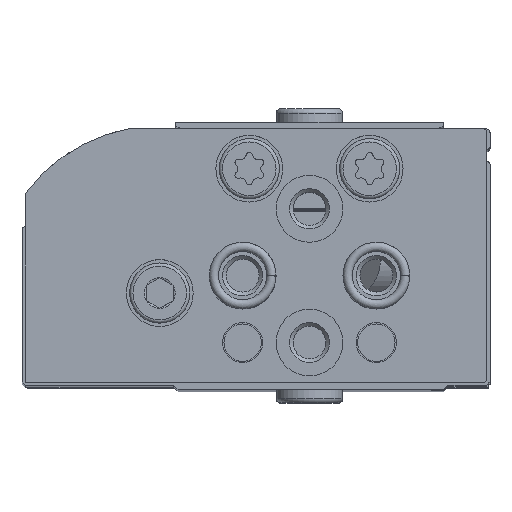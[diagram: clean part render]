
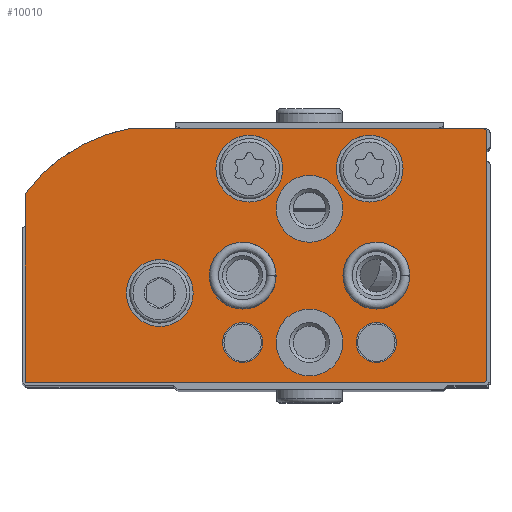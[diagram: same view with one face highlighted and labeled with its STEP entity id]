
A CAD part, top view. The second image highlights one B-rep face of the part: STEP entity #10010.
In plain terms, the highlighted face is planar.
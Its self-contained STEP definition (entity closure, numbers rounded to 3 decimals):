
#1068=LINE('',#17351,#1832);
#1072=LINE('',#17361,#1836);
#1074=LINE('',#17365,#1838);
#1077=LINE('',#17373,#1841);
#1832=VECTOR('',#14001,1000.);
#1836=VECTOR('',#14011,1000.);
#1838=VECTOR('',#14015,1000.);
#1841=VECTOR('',#14024,1000.);
#3924=ORIENTED_EDGE('',*,*,#5706,.T.);
#3925=ORIENTED_EDGE('',*,*,#5707,.T.);
#3926=ORIENTED_EDGE('',*,*,#5708,.T.);
#3927=ORIENTED_EDGE('',*,*,#5709,.T.);
#3928=ORIENTED_EDGE('',*,*,#5710,.T.);
#3929=ORIENTED_EDGE('',*,*,#5711,.T.);
#3930=ORIENTED_EDGE('',*,*,#5712,.T.);
#3931=ORIENTED_EDGE('',*,*,#5713,.T.);
#3932=ORIENTED_EDGE('',*,*,#5714,.T.);
#3933=ORIENTED_EDGE('',*,*,#5691,.F.);
#3934=ORIENTED_EDGE('',*,*,#5705,.F.);
#3935=ORIENTED_EDGE('',*,*,#5702,.F.);
#3936=ORIENTED_EDGE('',*,*,#5700,.F.);
#3937=ORIENTED_EDGE('',*,*,#5698,.F.);
#3938=ORIENTED_EDGE('',*,*,#5696,.F.);
#3939=ORIENTED_EDGE('',*,*,#5694,.F.);
#5691=EDGE_CURVE('',#6779,#6780,#1068,.T.);
#5694=EDGE_CURVE('',#6780,#6781,#7337,.T.);
#5696=EDGE_CURVE('',#6781,#6782,#1072,.T.);
#5698=EDGE_CURVE('',#6782,#6783,#1074,.T.);
#5700=EDGE_CURVE('',#6783,#6784,#7338,.T.);
#5702=EDGE_CURVE('',#6784,#6785,#1077,.T.);
#5705=EDGE_CURVE('',#6785,#6779,#7339,.T.);
#5706=EDGE_CURVE('',#6786,#6786,#7340,.T.);
#5707=EDGE_CURVE('',#6787,#6787,#7341,.T.);
#5708=EDGE_CURVE('',#6788,#6788,#7342,.T.);
#5709=EDGE_CURVE('',#6789,#6789,#7343,.T.);
#5710=EDGE_CURVE('',#6790,#6790,#7344,.T.);
#5711=EDGE_CURVE('',#6791,#6791,#7345,.T.);
#5712=EDGE_CURVE('',#6792,#6792,#7346,.T.);
#5713=EDGE_CURVE('',#6793,#6793,#7347,.T.);
#5714=EDGE_CURVE('',#6794,#6794,#7348,.T.);
#6779=VERTEX_POINT('',#17352);
#6780=VERTEX_POINT('',#17353);
#6781=VERTEX_POINT('',#17358);
#6782=VERTEX_POINT('',#17362);
#6783=VERTEX_POINT('',#17366);
#6784=VERTEX_POINT('',#17370);
#6785=VERTEX_POINT('',#17374);
#6786=VERTEX_POINT('',#17381);
#6787=VERTEX_POINT('',#17383);
#6788=VERTEX_POINT('',#17385);
#6789=VERTEX_POINT('',#17387);
#6790=VERTEX_POINT('',#17389);
#6791=VERTEX_POINT('',#17391);
#6792=VERTEX_POINT('',#17393);
#6793=VERTEX_POINT('',#17395);
#6794=VERTEX_POINT('',#17397);
#7337=CIRCLE('',#11493,0.3);
#7338=CIRCLE('',#11497,12.5);
#7339=CIRCLE('',#11500,0.3);
#7340=CIRCLE('',#11502,2.5);
#7341=CIRCLE('',#11503,1.5);
#7342=CIRCLE('',#11504,2.5);
#7343=CIRCLE('',#11505,1.5);
#7344=CIRCLE('',#11506,2.5);
#7345=CIRCLE('',#11507,2.5);
#7346=CIRCLE('',#11508,2.5);
#7347=CIRCLE('',#11509,2.5);
#7348=CIRCLE('',#11510,2.5);
#8086=EDGE_LOOP('',(#3924));
#8087=EDGE_LOOP('',(#3925));
#8088=EDGE_LOOP('',(#3926));
#8089=EDGE_LOOP('',(#3927));
#8090=EDGE_LOOP('',(#3928));
#8091=EDGE_LOOP('',(#3929));
#8092=EDGE_LOOP('',(#3930));
#8093=EDGE_LOOP('',(#3931));
#8094=EDGE_LOOP('',(#3932));
#8095=EDGE_LOOP('',(#3933,#3934,#3935,#3936,#3937,#3938,#3939));
#8973=FACE_BOUND('',#8086,.T.);
#8974=FACE_BOUND('',#8087,.T.);
#8975=FACE_BOUND('',#8088,.T.);
#8976=FACE_BOUND('',#8089,.T.);
#8977=FACE_BOUND('',#8090,.T.);
#8978=FACE_BOUND('',#8091,.T.);
#8979=FACE_BOUND('',#8092,.T.);
#8980=FACE_BOUND('',#8093,.T.);
#8981=FACE_BOUND('',#8094,.T.);
#8982=FACE_BOUND('',#8095,.T.);
#9519=PLANE('',#11501);
#10010=ADVANCED_FACE('',(#8973,#8974,#8975,#8976,#8977,#8978,#8979,#8980,
#8981,#8982),#9519,.F.);
#11493=AXIS2_PLACEMENT_3D('',#17357,#14006,#14007);
#11497=AXIS2_PLACEMENT_3D('',#17369,#14019,#14020);
#11500=AXIS2_PLACEMENT_3D('',#17378,#14029,#14030);
#11501=AXIS2_PLACEMENT_3D('',#17379,#14031,#14032);
#11502=AXIS2_PLACEMENT_3D('',#17380,#14033,#14034);
#11503=AXIS2_PLACEMENT_3D('',#17382,#14035,#14036);
#11504=AXIS2_PLACEMENT_3D('',#17384,#14037,#14038);
#11505=AXIS2_PLACEMENT_3D('',#17386,#14039,#14040);
#11506=AXIS2_PLACEMENT_3D('',#17388,#14041,#14042);
#11507=AXIS2_PLACEMENT_3D('',#17390,#14043,#14044);
#11508=AXIS2_PLACEMENT_3D('',#17392,#14045,#14046);
#11509=AXIS2_PLACEMENT_3D('',#17394,#14047,#14048);
#11510=AXIS2_PLACEMENT_3D('',#17396,#14049,#14050);
#14001=DIRECTION('',(0.,-1.,0.));
#14006=DIRECTION('',(0.,0.,1.));
#14007=DIRECTION('',(1.,0.,0.));
#14011=DIRECTION('',(1.,0.,0.));
#14015=DIRECTION('',(0.,1.,0.));
#14019=DIRECTION('',(0.,0.,1.));
#14020=DIRECTION('',(1.,0.,0.));
#14024=DIRECTION('',(-1.,0.,0.));
#14029=DIRECTION('',(0.,0.,1.));
#14030=DIRECTION('',(1.,0.,0.));
#14031=DIRECTION('',(0.,0.,1.));
#14032=DIRECTION('',(1.,0.,0.));
#14033=DIRECTION('',(0.,0.,1.));
#14034=DIRECTION('',(1.,0.,0.));
#14035=DIRECTION('',(0.,0.,1.));
#14036=DIRECTION('',(1.,0.,0.));
#14037=DIRECTION('',(0.,0.,1.));
#14038=DIRECTION('',(1.,0.,0.));
#14039=DIRECTION('',(0.,0.,1.));
#14040=DIRECTION('',(1.,0.,0.));
#14041=DIRECTION('',(0.,0.,1.));
#14042=DIRECTION('',(1.,0.,0.));
#14043=DIRECTION('',(0.,0.,1.));
#14044=DIRECTION('',(1.,0.,0.));
#14045=DIRECTION('',(0.,0.,1.));
#14046=DIRECTION('',(1.,0.,0.));
#14047=DIRECTION('',(0.,0.,1.));
#14048=DIRECTION('',(1.,0.,0.));
#14049=DIRECTION('',(0.,0.,1.));
#14050=DIRECTION('',(1.,0.,0.));
#17351=CARTESIAN_POINT('',(0.,18.7,0.));
#17352=CARTESIAN_POINT('',(0.,18.7,0.));
#17353=CARTESIAN_POINT('',(0.,0.3,0.));
#17357=CARTESIAN_POINT('',(0.3,0.3,0.));
#17358=CARTESIAN_POINT('',(0.3,0.,0.));
#17361=CARTESIAN_POINT('',(0.3,0.,0.));
#17362=CARTESIAN_POINT('',(34.5,0.,0.));
#17365=CARTESIAN_POINT('',(34.5,0.,0.));
#17366=CARTESIAN_POINT('',(34.5,14.133,0.));
#17369=CARTESIAN_POINT('',(24.45,6.7,0.));
#17370=CARTESIAN_POINT('',(26.677,19.,0.));
#17373=CARTESIAN_POINT('',(26.677,19.,0.));
#17374=CARTESIAN_POINT('',(0.3,19.,0.));
#17378=CARTESIAN_POINT('',(0.3,18.7,0.));
#17379=CARTESIAN_POINT('',(0.3,0.3,0.));
#17380=CARTESIAN_POINT('',(24.45,6.7,0.));
#17381=CARTESIAN_POINT('',(26.95,6.7,0.));
#17382=CARTESIAN_POINT('',(8.25,3.,0.));
#17383=CARTESIAN_POINT('',(9.75,3.,0.));
#17384=CARTESIAN_POINT('',(13.25,3.,0.));
#17385=CARTESIAN_POINT('',(15.75,3.,0.));
#17386=CARTESIAN_POINT('',(18.25,3.,0.));
#17387=CARTESIAN_POINT('',(19.75,3.,0.));
#17388=CARTESIAN_POINT('',(18.25,8.,0.));
#17389=CARTESIAN_POINT('',(20.75,8.,0.));
#17390=CARTESIAN_POINT('',(8.25,8.,0.));
#17391=CARTESIAN_POINT('',(10.75,8.,0.));
#17392=CARTESIAN_POINT('',(13.25,13.,0.));
#17393=CARTESIAN_POINT('',(15.75,13.,0.));
#17394=CARTESIAN_POINT('',(8.75,16.,0.));
#17395=CARTESIAN_POINT('',(11.25,16.,0.));
#17396=CARTESIAN_POINT('',(17.75,16.,0.));
#17397=CARTESIAN_POINT('',(20.25,16.,0.));
